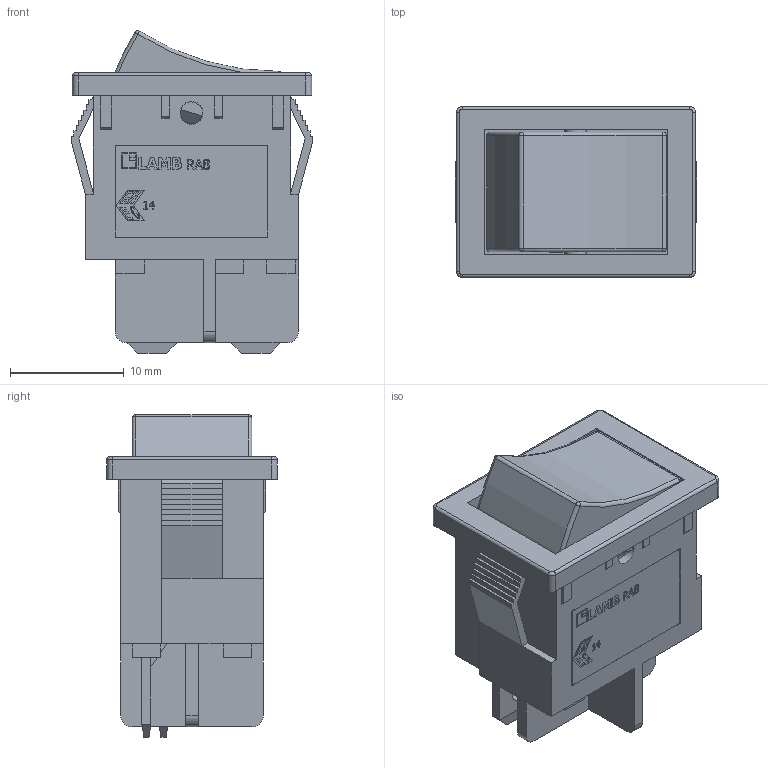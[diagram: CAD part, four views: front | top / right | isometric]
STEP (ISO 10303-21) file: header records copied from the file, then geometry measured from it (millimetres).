
FILE_DESCRIPTION(/* description */ (''),/* implementation_level */ '2;1');
FILE_NAME(/* name */ 'RA811Cxx00.stp',/* time_stamp */ '2022-11-01T14:13:59-05:00',/* author */ ('mroman'),/* organization */ (''),/* preprocessor_version */ 'ST-DEVELOPER v18.1',/* originating_system */ 'Autodesk Inventor 2020',/* authorisation */ '');
FILE_SCHEMA (('AUTOMOTIVE_DESIGN { 1 0 10303 214 3 1 1 }'));
Length unit declared in the file: millimetre
Products named in the file (1): RA811Cxx00
Bounding box: 21.2 x 15 x 28.3 mm (x, y, z)
Volume: 2568.3 mm3; surface area: 4200.5 mm2
Topology: 2 solids, 2 shells, 492 faces, 1348 edges, 880 vertices
Faces by surface type: plane 403, bspline 47, cylinder 30, torus 6, sphere 4, cone 2
Full cylindrical faces by diameter (mm): 1.6 x2, 2 x2
Entity records: 15766 total; most frequent: CARTESIAN_POINT 3456, ORIENTED_EDGE 2696, DIRECTION 2244, EDGE_CURVE 1348, LINE 1172, VECTOR 1172, VERTEX_POINT 880, AXIS2_PLACEMENT_3D 536
